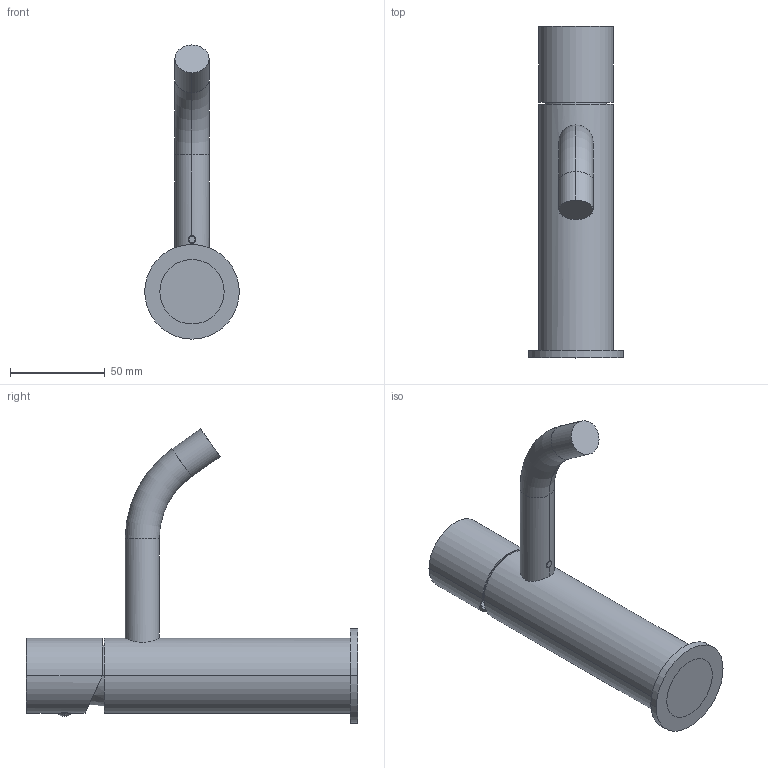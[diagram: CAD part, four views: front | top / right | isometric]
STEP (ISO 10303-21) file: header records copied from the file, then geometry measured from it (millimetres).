
FILE_DESCRIPTION((''),'2;1');
FILE_NAME('LIGX071CR','2021-01-15T14:01:38',('ut3'),('PAFFONI SpA'),'CREO PARAMETRIC BY PTC INC, 2020044','CREO PARAMETRIC BY PTC INC, 2020044','');
FILE_SCHEMA(('CONFIG_CONTROL_DESIGN','SHAPE_APPEARANCE_LAYERS_GROUPS'));
Length unit declared in the file: millimetre
Products named in the file (1): LIGX071CR
Bounding box: 50 x 175.39 x 155.45 mm (x, y, z)
Volume: 149344.8 mm3; surface area: 62891.2 mm2
Topology: 2 solids, 2 shells, 213 faces, 513 edges, 310 vertices
Faces by surface type: cylinder 82, cone 70, plane 57, torus 2, sphere 2
Entity records: 8772 total; most frequent: CARTESIAN_POINT 2301, DIRECTION 1080, ORIENTED_EDGE 982, EDGE_CURVE 491, AXIS2_PLACEMENT_3D 428, VERTEX_POINT 310, EDGE_LOOP 245, VECTOR 224
